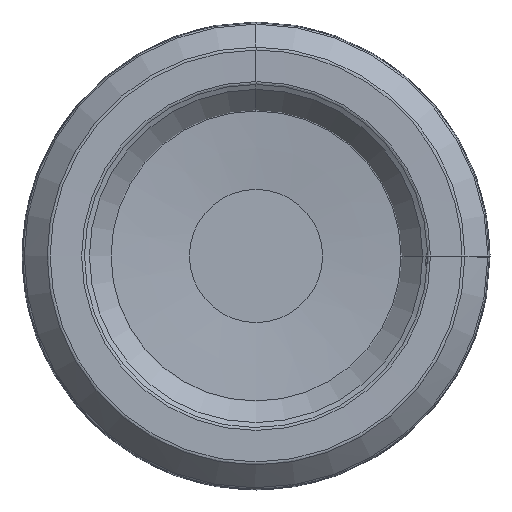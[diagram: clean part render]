
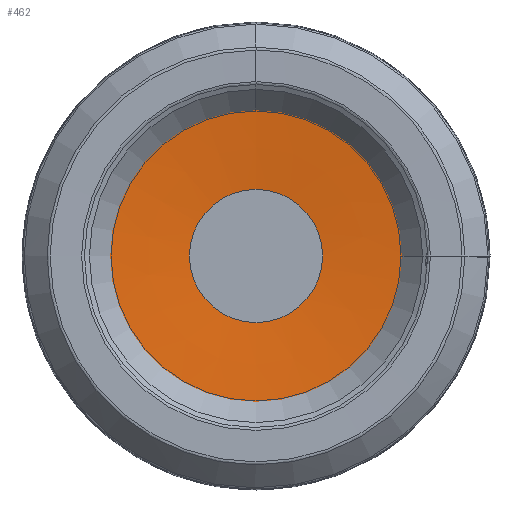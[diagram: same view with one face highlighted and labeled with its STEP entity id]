
A CAD part, left-side view. The second image highlights one B-rep face of the part: STEP entity #462.
In plain terms, the highlighted conical face has half-angle 85 degrees and reference radius 29.134 mm.
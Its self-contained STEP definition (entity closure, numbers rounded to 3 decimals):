
#90=FACE_BOUND('',#641,.T.);
#91=FACE_BOUND('',#642,.T.);
#317=CONICAL_SURFACE('',#1515,29.135,85.);
#462=ADVANCED_FACE('',(#90,#91),#317,.F.);
#641=EDGE_LOOP('',(#1059));
#642=EDGE_LOOP('',(#1060));
#727=CIRCLE('',#1512,29.135);
#728=CIRCLE('',#1514,12.826);
#1059=ORIENTED_EDGE('',*,*,#1337,.F.);
#1060=ORIENTED_EDGE('',*,*,#1336,.T.);
#1173=VERTEX_POINT('',#2934);
#1174=VERTEX_POINT('',#2937);
#1336=EDGE_CURVE('',#1173,#1173,#727,.T.);
#1337=EDGE_CURVE('',#1174,#1174,#728,.T.);
#1512=AXIS2_PLACEMENT_3D('',#2933,#1822,#1823);
#1514=AXIS2_PLACEMENT_3D('',#2936,#1826,#1827);
#1515=AXIS2_PLACEMENT_3D('',#2938,#1828,#1829);
#1822=DIRECTION('',(-1.,0.,0.));
#1823=DIRECTION('',(0.,0.,1.));
#1826=DIRECTION('',(-1.,0.,0.));
#1827=DIRECTION('',(0.,0.,1.));
#1828=DIRECTION('',(-1.,0.,0.));
#1829=DIRECTION('',(0.,0.,1.));
#2933=CARTESIAN_POINT('',(5.,0.,0.));
#2934=CARTESIAN_POINT('',(5.,0.,29.135));
#2936=CARTESIAN_POINT('',(6.427,0.,0.));
#2937=CARTESIAN_POINT('',(6.427,0.,12.826));
#2938=CARTESIAN_POINT('',(5.,0.,0.));
